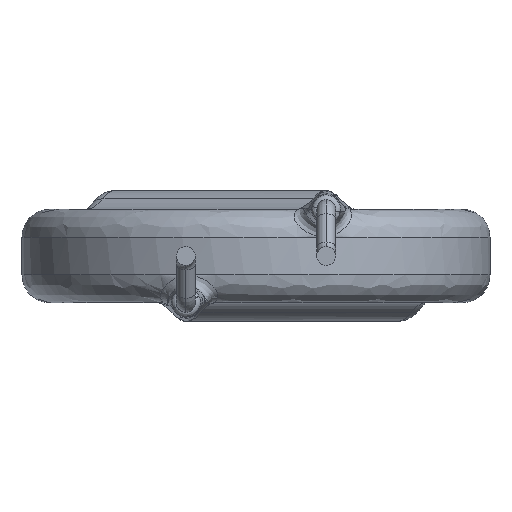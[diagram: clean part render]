
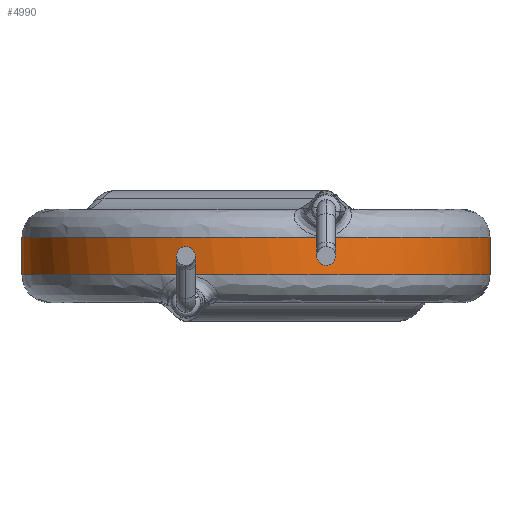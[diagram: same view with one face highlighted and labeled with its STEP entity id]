
A CAD part, front view. The second image highlights one B-rep face of the part: STEP entity #4990.
In plain terms, the highlighted cylindrical face has radius 12.5 mm (diameter 25 mm), a partial arc.
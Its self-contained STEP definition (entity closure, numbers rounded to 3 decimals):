
#120 = DIRECTION ( 'NONE',  ( -1., 0., 0. ) ) ;
#238 = CARTESIAN_POINT ( 'NONE',  ( -12.5, -1.636, -1. ) ) ;
#266 = VERTEX_POINT ( 'NONE', #410 ) ;
#356 = CARTESIAN_POINT ( 'NONE',  ( 12.5, -1.636, 1. ) ) ;
#372 = LINE ( 'NONE', #816, #3344 ) ;
#410 = CARTESIAN_POINT ( 'NONE',  ( -12.5, 0., -1. ) ) ;
#441 = EDGE_CURVE ( 'NONE', #893, #4124, #3817, .T. ) ;
#547 = EDGE_CURVE ( 'NONE', #4124, #266, #372, .T. ) ;
#559 = CARTESIAN_POINT ( 'NONE',  ( -12.5, -1.636, 1. ) ) ;
#685 = B_SPLINE_CURVE_WITH_KNOTS ( 'NONE', 3,
 ( #1047, #238, #4592, #1918, #2621, #1839, #1101, #3861, #4701, #5041, #4979, #1542, #3068, #3834, #2671, #4200, #2704, #5011 ),
 .UNSPECIFIED., .F., .F.,
 ( 4, 2, 2, 2, 2, 2, 2, 2, 4 ),
 ( 0.5, 0.563, 0.625, 0.688, 0.75, 0.813, 0.875, 0.938, 1. ),
 .UNSPECIFIED. ) ;
#733 = CARTESIAN_POINT ( 'NONE',  ( -12.5, 0., 1. ) ) ;
#816 = CARTESIAN_POINT ( 'NONE',  ( -12.5, 0., 2.5 ) ) ;
#893 = VERTEX_POINT ( 'NONE', #982 ) ;
#898 = CARTESIAN_POINT ( 'NONE',  ( -6.295, -10.922, 1. ) ) ;
#944 = CARTESIAN_POINT ( 'NONE',  ( -12.175, -3.272, 1. ) ) ;
#982 = CARTESIAN_POINT ( 'NONE',  ( 12.5, 0., 1. ) ) ;
#1047 = CARTESIAN_POINT ( 'NONE',  ( -12.5, 0., -1. ) ) ;
#1051 = VERTEX_POINT ( 'NONE', #2436 ) ;
#1101 = CARTESIAN_POINT ( 'NONE',  ( -6.295, -10.922, -1. ) ) ;
#1186 = CARTESIAN_POINT ( 'NONE',  ( 10.922, -6.295, 1. ) ) ;
#1332 = LINE ( 'NONE', #3573, #3288 ) ;
#1362 = CARTESIAN_POINT ( 'NONE',  ( -1.636, -12.5, 1. ) ) ;
#1542 = CARTESIAN_POINT ( 'NONE',  ( 6.295, -10.922, -1. ) ) ;
#1585 = DIRECTION ( 'NONE',  ( 0., 0., -1. ) ) ;
#1599 = DIRECTION ( 'NONE',  ( 0., 0., -1. ) ) ;
#1662 = ORIENTED_EDGE ( 'NONE', *, *, #547, .T. ) ;
#1720 = ORIENTED_EDGE ( 'NONE', *, *, #3634, .T. ) ;
#1839 = CARTESIAN_POINT ( 'NONE',  ( -7.682, -9.996, -1. ) ) ;
#1879 = CARTESIAN_POINT ( 'NONE',  ( 0., 0., 2.5 ) ) ;
#1918 = CARTESIAN_POINT ( 'NONE',  ( -10.922, -6.295, -1. ) ) ;
#1924 = CARTESIAN_POINT ( 'NONE',  ( 12.175, -3.272, 1. ) ) ;
#2100 = CARTESIAN_POINT ( 'NONE',  ( -9.996, -7.682, 1. ) ) ;
#2127 = CARTESIAN_POINT ( 'NONE',  ( -7.682, -9.996, 1. ) ) ;
#2436 = CARTESIAN_POINT ( 'NONE',  ( 12.5, 0., -1. ) ) ;
#2444 = EDGE_LOOP ( 'NONE', ( #2761, #3889, #1662, #1720 ) ) ;
#2473 = CARTESIAN_POINT ( 'NONE',  ( -3.272, -12.175, 1. ) ) ;
#2621 = CARTESIAN_POINT ( 'NONE',  ( -9.996, -7.682, -1. ) ) ;
#2671 = CARTESIAN_POINT ( 'NONE',  ( 10.922, -6.295, -1. ) ) ;
#2704 = CARTESIAN_POINT ( 'NONE',  ( 12.5, -1.636, -1. ) ) ;
#2737 = CARTESIAN_POINT ( 'NONE',  ( 9.996, -7.682, 1. ) ) ;
#2761 = ORIENTED_EDGE ( 'NONE', *, *, #4105, .F. ) ;
#2765 = CARTESIAN_POINT ( 'NONE',  ( 6.295, -10.922, 1. ) ) ;
#3039 = AXIS2_PLACEMENT_3D ( 'NONE', #1879, #4076, #120 ) ;
#3068 = CARTESIAN_POINT ( 'NONE',  ( 7.682, -9.996, -1. ) ) ;
#3159 = CARTESIAN_POINT ( 'NONE',  ( 12.5, 0., 1. ) ) ;
#3288 = VECTOR ( 'NONE', #1599, 1000. ) ;
#3344 = VECTOR ( 'NONE', #1585, 1000. ) ;
#3573 = CARTESIAN_POINT ( 'NONE',  ( 12.5, 0., 2.5 ) ) ;
#3634 = EDGE_CURVE ( 'NONE', #266, #1051, #685, .T. ) ;
#3636 = CARTESIAN_POINT ( 'NONE',  ( -10.922, -6.295, 1. ) ) ;
#3817 = B_SPLINE_CURVE_WITH_KNOTS ( 'NONE', 3,
 ( #3159, #356, #1924, #1186, #2737, #4309, #2765, #4334, #4905, #1362, #2473, #898, #2127, #2100, #3636, #944, #559, #4881 ),
 .UNSPECIFIED., .F., .F.,
 ( 4, 2, 2, 2, 2, 2, 2, 2, 4 ),
 ( 0., 0.063, 0.125, 0.188, 0.25, 0.313, 0.375, 0.438, 0.5 ),
 .UNSPECIFIED. ) ;
#3834 = CARTESIAN_POINT ( 'NONE',  ( 9.996, -7.682, -1. ) ) ;
#3861 = CARTESIAN_POINT ( 'NONE',  ( -3.272, -12.175, -1. ) ) ;
#3889 = ORIENTED_EDGE ( 'NONE', *, *, #441, .T. ) ;
#4076 = DIRECTION ( 'NONE',  ( 0., 0., -1. ) ) ;
#4105 = EDGE_CURVE ( 'NONE', #893, #1051, #1332, .T. ) ;
#4124 = VERTEX_POINT ( 'NONE', #733 ) ;
#4200 = CARTESIAN_POINT ( 'NONE',  ( 12.175, -3.272, -1. ) ) ;
#4309 = CARTESIAN_POINT ( 'NONE',  ( 7.682, -9.996, 1. ) ) ;
#4334 = CARTESIAN_POINT ( 'NONE',  ( 3.272, -12.175, 1. ) ) ;
#4374 = CYLINDRICAL_SURFACE ( 'NONE', #3039, 12.5 ) ;
#4592 = CARTESIAN_POINT ( 'NONE',  ( -12.175, -3.272, -1. ) ) ;
#4701 = CARTESIAN_POINT ( 'NONE',  ( -1.636, -12.5, -1. ) ) ;
#4881 = CARTESIAN_POINT ( 'NONE',  ( -12.5, 0., 1. ) ) ;
#4905 = CARTESIAN_POINT ( 'NONE',  ( 1.636, -12.5, 1. ) ) ;
#4979 = CARTESIAN_POINT ( 'NONE',  ( 3.272, -12.175, -1. ) ) ;
#4990 = ADVANCED_FACE ( 'NONE', ( #5111 ), #4374, .T. ) ;
#5011 = CARTESIAN_POINT ( 'NONE',  ( 12.5, 0., -1. ) ) ;
#5041 = CARTESIAN_POINT ( 'NONE',  ( 1.636, -12.5, -1. ) ) ;
#5111 = FACE_OUTER_BOUND ( 'NONE', #2444, .T. ) ;
